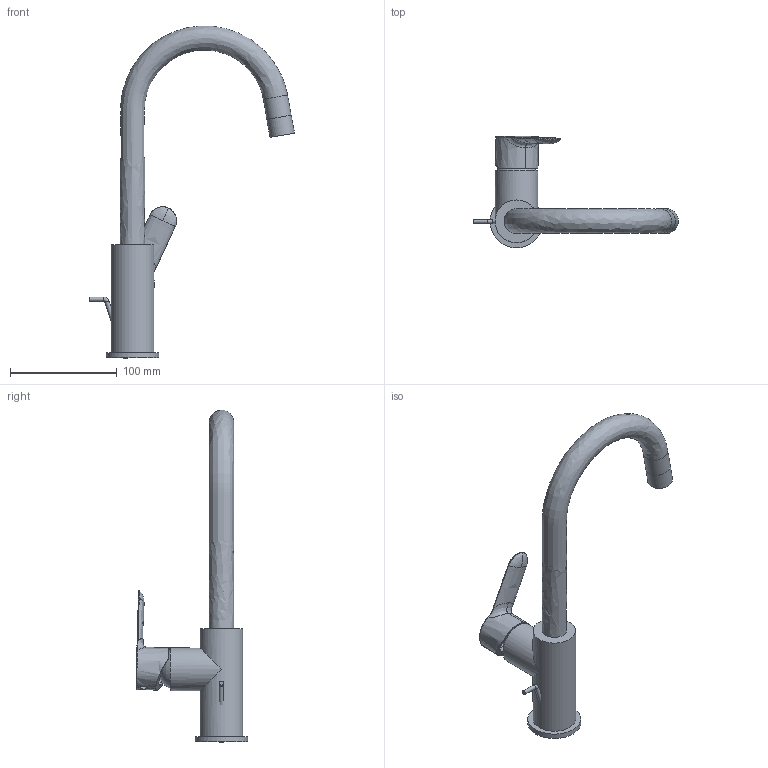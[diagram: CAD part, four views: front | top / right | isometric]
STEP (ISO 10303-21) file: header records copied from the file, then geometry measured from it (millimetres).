
FILE_DESCRIPTION(/* description */ ('Unknown'),/* implementation_level */ '2;1');
FILE_NAME(/* name */ '23760000',/* time_stamp */ '2022-09-10T05:35:04+02:00',/* author */ ('Unknown'),/* organization */ ('GROHE AG'),/* preprocessor_version */ 'ST-DEVELOPER v16.7',/* originating_system */ 'DEX',/* authorisation */ $);
FILE_SCHEMA (('AUTOMOTIVE_DESIGN {1 0 10303 214 3 1 1}'));
Length unit declared in the file: millimetre
Products named in the file (8): 23760000; 62311-12-00; 23760000_0; 23760000_1; 23760000_2; 23760000_3; 23760000_4
Assembly tree (7 placements, depth 2):
  23760000
    62311-12-00
    23760000
    23760000_0
    23760000_1
    23760000_2
    23760000_3
    23760000_4
Bounding box: 191.67 x 104.63 x 310.74 mm (x, y, z)
Volume: 356590.1 mm3; surface area: 68955.8 mm2
Topology: 7 solids, 7 shells, 308 faces, 749 edges, 462 vertices
Faces by surface type: plane 115, bspline 98, cylinder 73, torus 9, cone 8, sphere 5
Full cylindrical faces by diameter (mm): 4 x2, 6.5 x1, 23 x1, 23.15 x1, 34.8 x1, 36.9 x2, 40 x2, 49.5 x1
Entity records: 17471 total; most frequent: CARTESIAN_POINT 11299, ORIENTED_EDGE 1454, DIRECTION 874, EDGE_CURVE 727, VERTEX_POINT 458, EDGE_LOOP 337, FACE_BOUND 337, ADVANCED_FACE 308
